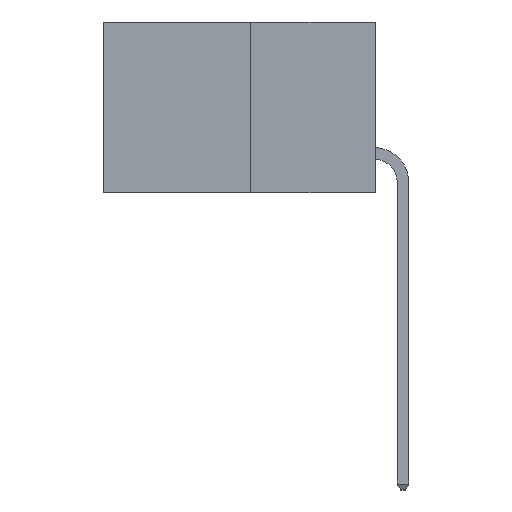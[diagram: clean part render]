
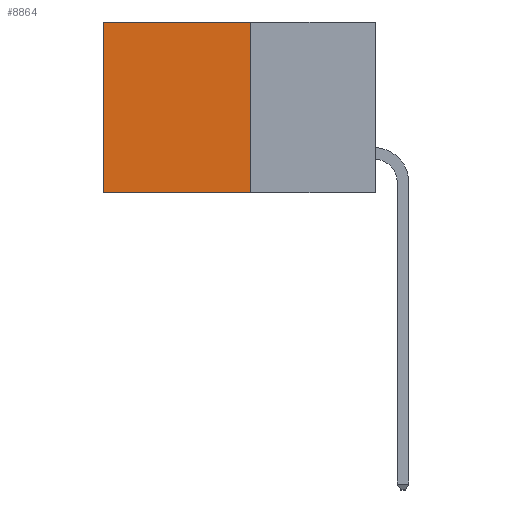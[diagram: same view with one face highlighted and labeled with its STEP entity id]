
A CAD part, left-side view. The second image highlights one B-rep face of the part: STEP entity #8864.
In plain terms, the highlighted planar face has unit normal (-1, 0, 0).
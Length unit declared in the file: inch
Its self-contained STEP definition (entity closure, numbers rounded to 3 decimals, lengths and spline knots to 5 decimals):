
#142 = DIRECTION ( 'NONE',  ( 0., 0., -1. ) ) ;
#457 = VECTOR ( 'NONE', #2246, 39.37008 ) ;
#1109 = DIRECTION ( 'NONE',  ( 0., 0., -1. ) ) ;
#1139 = DIRECTION ( 'NONE',  ( 0., 0., -1. ) ) ;
#1183 = FACE_OUTER_BOUND ( 'NONE', #11016, .T. ) ;
#1609 = LINE ( 'NONE', #9914, #20283 ) ;
#1615 = LINE ( 'NONE', #3028, #10278 ) ;
#2246 = DIRECTION ( 'NONE',  ( 0., 1., 0. ) ) ;
#2431 = LINE ( 'NONE', #13964, #7347 ) ;
#2501 = CARTESIAN_POINT ( 'NONE',  ( 0.277, 0.59, 0. ) ) ;
#3028 = CARTESIAN_POINT ( 'NONE',  ( 0.277, 0.27, -0.37 ) ) ;
#3902 = CARTESIAN_POINT ( 'NONE',  ( 0.277, 0.27, -0.37 ) ) ;
#4344 = VERTEX_POINT ( 'NONE', #21455 ) ;
#4517 = DIRECTION ( 'NONE',  ( 0., 1., 0. ) ) ;
#5867 = CARTESIAN_POINT ( 'NONE',  ( 0.277, 0.27, 0. ) ) ;
#6432 = VERTEX_POINT ( 'NONE', #2501 ) ;
#7347 = VECTOR ( 'NONE', #1139, 39.37008 ) ;
#7579 = PLANE ( 'NONE',  #21588 ) ;
#8864 = ADVANCED_FACE ( 'NONE', ( #1183 ), #7579, .F. ) ;
#9150 = LINE ( 'NONE', #18570, #457 ) ;
#9914 = CARTESIAN_POINT ( 'NONE',  ( 0.277, 0.27, -0.37 ) ) ;
#10278 = VECTOR ( 'NONE', #1109, 39.37008 ) ;
#10284 = CARTESIAN_POINT ( 'NONE',  ( 0.277, 0.59, -0.37 ) ) ;
#11016 = EDGE_LOOP ( 'NONE', ( #15387, #13211, #21722, #13444 ) ) ;
#11224 = DIRECTION ( 'NONE',  ( 1., 0., 0. ) ) ;
#12205 = EDGE_CURVE ( 'NONE', #18290, #6432, #9150, .T. ) ;
#13211 = ORIENTED_EDGE ( 'NONE', *, *, #13547, .F. ) ;
#13444 = ORIENTED_EDGE ( 'NONE', *, *, #12205, .T. ) ;
#13547 = EDGE_CURVE ( 'NONE', #4344, #16613, #1609, .T. ) ;
#13964 = CARTESIAN_POINT ( 'NONE',  ( 0.277, 0.59, -0.37 ) ) ;
#14998 = EDGE_CURVE ( 'NONE', #6432, #16613, #2431, .T. ) ;
#15387 = ORIENTED_EDGE ( 'NONE', *, *, #14998, .T. ) ;
#16613 = VERTEX_POINT ( 'NONE', #10284 ) ;
#18290 = VERTEX_POINT ( 'NONE', #5867 ) ;
#18565 = EDGE_CURVE ( 'NONE', #18290, #4344, #1615, .T. ) ;
#18570 = CARTESIAN_POINT ( 'NONE',  ( 0.277, 0.27, 0. ) ) ;
#20283 = VECTOR ( 'NONE', #4517, 39.37008 ) ;
#21455 = CARTESIAN_POINT ( 'NONE',  ( 0.277, 0.27, -0.37 ) ) ;
#21588 = AXIS2_PLACEMENT_3D ( 'NONE', #3902, #11224, #142 ) ;
#21722 = ORIENTED_EDGE ( 'NONE', *, *, #18565, .F. ) ;
